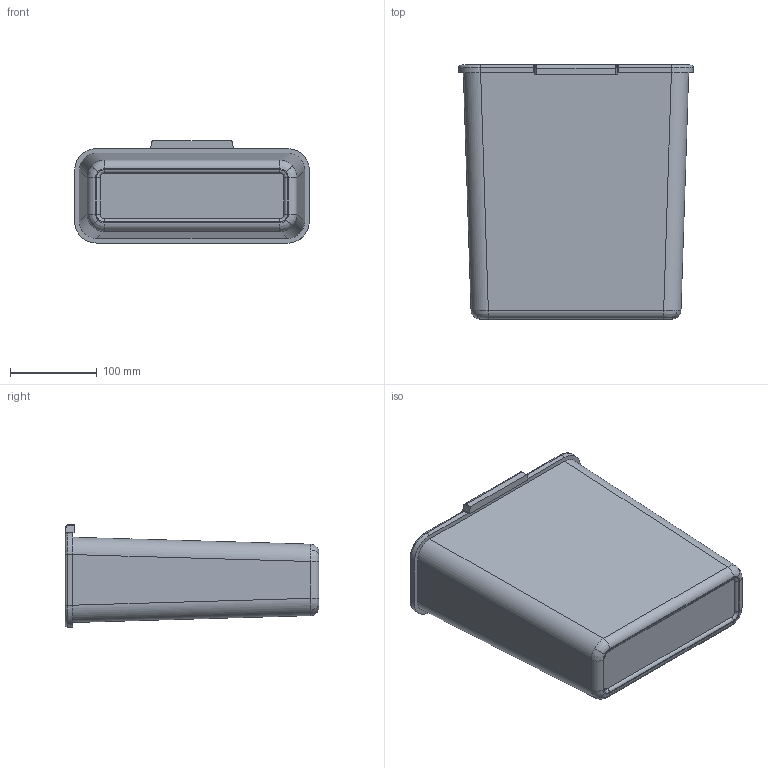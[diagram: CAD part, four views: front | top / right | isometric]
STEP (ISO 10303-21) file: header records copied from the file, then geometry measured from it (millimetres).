
FILE_DESCRIPTION (( 'STEP AP203' ), '1' );
FILE_NAME ('LM 522.STEP', '2023-02-22T13:31:23', ( '' ), ( '' ), 'SwSTEP 2.0', 'SolidWorks 2021', '' );
FILE_SCHEMA (( 'CONFIG_CONTROL_DESIGN' ));
Length unit declared in the file: millimetre
Products named in the file (1): LM 522
Bounding box: 271 x 293.48 x 118 mm (x, y, z)
Volume: 450551.6 mm3; surface area: 421176.1 mm2
Topology: 1 solids, 1 shells, 124 faces, 314 edges, 194 vertices
Faces by surface type: cylinder 50, bspline 46, plane 28
Entity records: 7531 total; most frequent: CARTESIAN_POINT 4873, ORIENTED_EDGE 624, DIRECTION 438, EDGE_CURVE 312, VERTEX_POINT 194, AXIS2_PLACEMENT_3D 155, EDGE_LOOP 132, VECTOR 128
